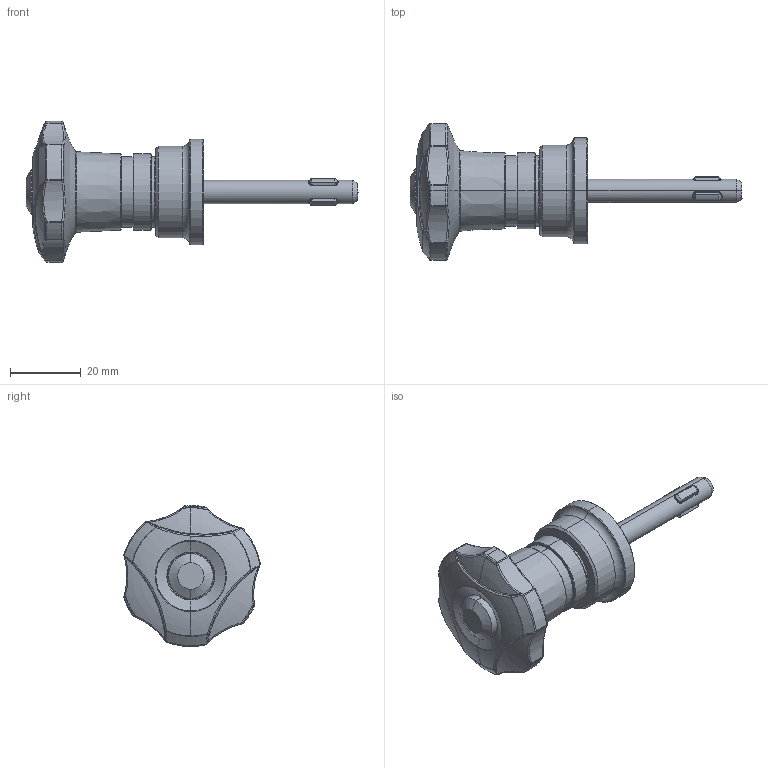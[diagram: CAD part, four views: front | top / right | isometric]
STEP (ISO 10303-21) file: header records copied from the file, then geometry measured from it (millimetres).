
FILE_DESCRIPTION (( 'STEP AP214' ), '1' );
FILE_NAME ('22356.0106.STEP', '2022-10-10T09:46:50', ( '' ), ( '' ), 'SwSTEP 2.0', 'SolidWorks 2021', '' );
FILE_SCHEMA (( 'AUTOMOTIVE_DESIGN' ));
Length unit declared in the file: millimetre
Products named in the file (1): 22356.0106
Bounding box: 94.15 x 38.76 x 40 mm (x, y, z)
Volume: 29094.9 mm3; surface area: 7646.8 mm2
Topology: 1 solids, 1 shells, 347 faces, 795 edges, 462 vertices
Faces by surface type: cylinder 80, plane 68, bspline 54, sphere 50, cone 48, torus 47
Entity records: 17155 total; most frequent: CARTESIAN_POINT 6257, ORIENTED_EDGE 1586, DIRECTION 1424, EDGE_CURVE 793, AXIS2_PLACEMENT_3D 630, VERTEX_POINT 462, EDGE_LOOP 361, FACE_OUTER_BOUND 347
